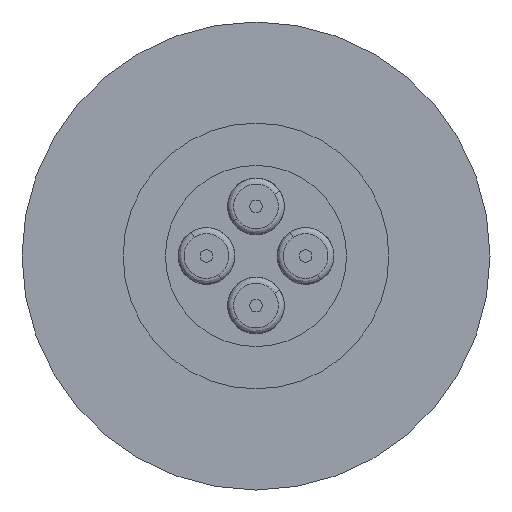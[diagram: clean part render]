
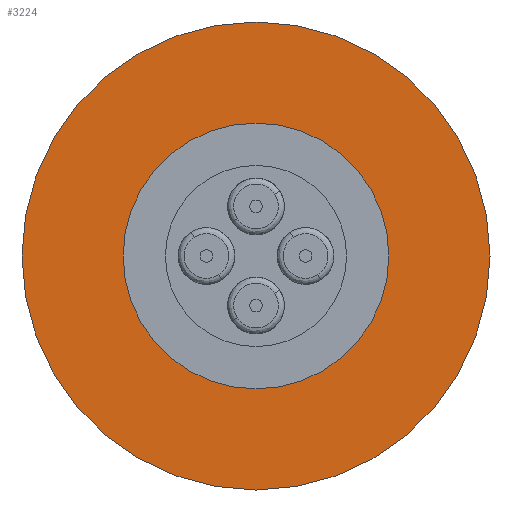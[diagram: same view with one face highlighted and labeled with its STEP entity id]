
A CAD part, front view. The second image highlights one B-rep face of the part: STEP entity #3224.
In plain terms, the highlighted planar face has unit normal (0, -1, 0).
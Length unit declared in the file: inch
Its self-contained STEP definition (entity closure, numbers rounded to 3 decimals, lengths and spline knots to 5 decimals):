
#38 = EDGE_CURVE ( 'NONE', #1537, #1565, #2894, .T. ) ;
#140 = EDGE_CURVE ( 'NONE', #1640, #1988, #2938, .T. ) ;
#237 = EDGE_CURVE ( 'NONE', #1565, #1537, #2682, .T. ) ;
#253 = EDGE_CURVE ( 'NONE', #1988, #1640, #2702, .T. ) ;
#262 = CARTESIAN_POINT ( 'NONE',  ( -0.335, -0.495, 0. ) ) ;
#293 = CARTESIAN_POINT ( 'NONE',  ( -0.59, -0.495, 0. ) ) ;
#304 = CARTESIAN_POINT ( 'NONE',  ( 0.59, -0.495, 0. ) ) ;
#332 = DIRECTION ( 'NONE',  ( -1., 0., 0. ) ) ;
#333 = DIRECTION ( 'NONE',  ( 0., -1., 0. ) ) ;
#334 = CARTESIAN_POINT ( 'NONE',  ( 0., -0.495, 0. ) ) ;
#376 = DIRECTION ( 'NONE',  ( 1., 0., 0. ) ) ;
#377 = DIRECTION ( 'NONE',  ( 0., 1., 0. ) ) ;
#378 = CARTESIAN_POINT ( 'NONE',  ( 0., -0.495, 0. ) ) ;
#538 = FACE_OUTER_BOUND ( 'NONE', #1944, .T. ) ;
#542 = FACE_BOUND ( 'NONE', #2068, .T. ) ;
#643 = DIRECTION ( 'NONE',  ( 1., 0., 0. ) ) ;
#645 = DIRECTION ( 'NONE',  ( 0., 1., 0. ) ) ;
#649 = CARTESIAN_POINT ( 'NONE',  ( 0., -0.495, 0. ) ) ;
#651 = PLANE ( 'NONE',  #799 ) ;
#703 = AXIS2_PLACEMENT_3D ( 'NONE', #3431, #3253, #3313 ) ;
#799 = AXIS2_PLACEMENT_3D ( 'NONE', #649, #645, #643 ) ;
#824 = AXIS2_PLACEMENT_3D ( 'NONE', #334, #333, #332 ) ;
#893 = AXIS2_PLACEMENT_3D ( 'NONE', #378, #377, #376 ) ;
#947 = AXIS2_PLACEMENT_3D ( 'NONE', #2483, #2482, #2481 ) ;
#1537 = VERTEX_POINT ( 'NONE', #304 ) ;
#1565 = VERTEX_POINT ( 'NONE', #293 ) ;
#1586 = ORIENTED_EDGE ( 'NONE', *, *, #237, .F. ) ;
#1640 = VERTEX_POINT ( 'NONE', #262 ) ;
#1944 = EDGE_LOOP ( 'NONE', ( #1586, #2139 ) ) ;
#1988 = VERTEX_POINT ( 'NONE', #2589 ) ;
#2068 = EDGE_LOOP ( 'NONE', ( #2158, #2147 ) ) ;
#2139 = ORIENTED_EDGE ( 'NONE', *, *, #38, .F. ) ;
#2147 = ORIENTED_EDGE ( 'NONE', *, *, #253, .F. ) ;
#2158 = ORIENTED_EDGE ( 'NONE', *, *, #140, .F. ) ;
#2481 = DIRECTION ( 'NONE',  ( -1., 0., 0. ) ) ;
#2482 = DIRECTION ( 'NONE',  ( 0., -1., 0. ) ) ;
#2483 = CARTESIAN_POINT ( 'NONE',  ( 0., -0.495, 0. ) ) ;
#2589 = CARTESIAN_POINT ( 'NONE',  ( 0.335, -0.495, 0. ) ) ;
#2682 = CIRCLE ( 'NONE', #893, 0.59 ) ;
#2702 = CIRCLE ( 'NONE', #824, 0.335 ) ;
#2894 = CIRCLE ( 'NONE', #703, 0.59 ) ;
#2938 = CIRCLE ( 'NONE', #947, 0.335 ) ;
#3224 = ADVANCED_FACE ( 'NONE', ( #542, #538 ), #651, .F. ) ;
#3253 = DIRECTION ( 'NONE',  ( 0., 1., 0. ) ) ;
#3313 = DIRECTION ( 'NONE',  ( 1., 0., 0. ) ) ;
#3431 = CARTESIAN_POINT ( 'NONE',  ( 0., -0.495, 0. ) ) ;
